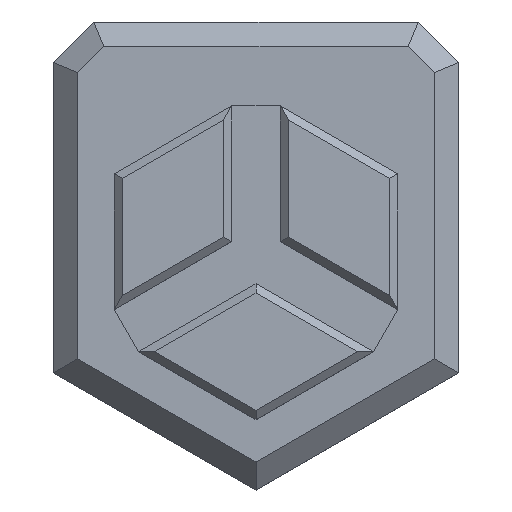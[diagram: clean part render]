
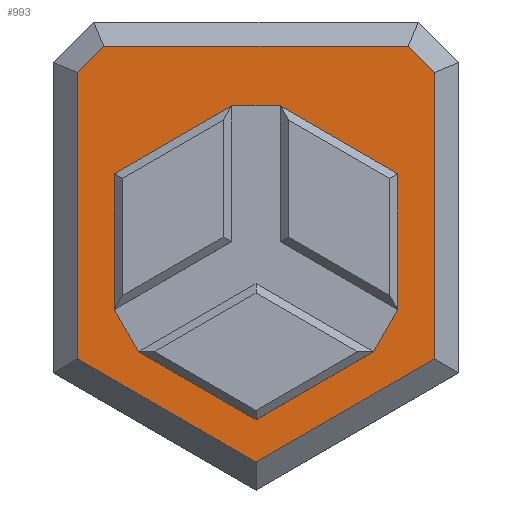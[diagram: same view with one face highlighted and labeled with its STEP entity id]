
A CAD part, top view. The second image highlights one B-rep face of the part: STEP entity #993.
In plain terms, the highlighted planar face has unit normal (0, 0, 1).
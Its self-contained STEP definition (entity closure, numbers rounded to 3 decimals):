
#79=ORIENTED_EDGE('',*,*,#336,.T.);
#80=ORIENTED_EDGE('',*,*,#337,.T.);
#81=ORIENTED_EDGE('',*,*,#338,.T.);
#82=ORIENTED_EDGE('',*,*,#339,.T.);
#83=ORIENTED_EDGE('',*,*,#340,.T.);
#84=ORIENTED_EDGE('',*,*,#341,.T.);
#85=ORIENTED_EDGE('',*,*,#342,.T.);
#86=ORIENTED_EDGE('',*,*,#343,.T.);
#87=ORIENTED_EDGE('',*,*,#344,.T.);
#88=ORIENTED_EDGE('',*,*,#345,.T.);
#89=ORIENTED_EDGE('',*,*,#346,.T.);
#90=ORIENTED_EDGE('',*,*,#347,.T.);
#91=ORIENTED_EDGE('',*,*,#348,.F.);
#92=ORIENTED_EDGE('',*,*,#349,.F.);
#93=ORIENTED_EDGE('',*,*,#350,.F.);
#94=ORIENTED_EDGE('',*,*,#351,.F.);
#336=EDGE_CURVE('',#466,#467,#557,.T.);
#337=EDGE_CURVE('',#467,#468,#558,.T.);
#338=EDGE_CURVE('',#468,#469,#559,.T.);
#339=EDGE_CURVE('',#469,#470,#560,.T.);
#340=EDGE_CURVE('',#470,#471,#561,.T.);
#341=EDGE_CURVE('',#471,#472,#562,.T.);
#342=EDGE_CURVE('',#472,#466,#563,.T.);
#343=EDGE_CURVE('',#473,#474,#564,.T.);
#344=EDGE_CURVE('',#474,#475,#565,.T.);
#345=EDGE_CURVE('',#475,#476,#566,.T.);
#346=EDGE_CURVE('',#476,#477,#567,.T.);
#347=EDGE_CURVE('',#477,#478,#568,.T.);
#348=EDGE_CURVE('',#479,#478,#569,.T.);
#349=EDGE_CURVE('',#480,#479,#570,.T.);
#350=EDGE_CURVE('',#481,#480,#571,.T.);
#351=EDGE_CURVE('',#473,#481,#572,.T.);
#466=VERTEX_POINT('',#1474);
#467=VERTEX_POINT('',#1475);
#468=VERTEX_POINT('',#1477);
#469=VERTEX_POINT('',#1479);
#470=VERTEX_POINT('',#1481);
#471=VERTEX_POINT('',#1483);
#472=VERTEX_POINT('',#1485);
#473=VERTEX_POINT('',#1488);
#474=VERTEX_POINT('',#1489);
#475=VERTEX_POINT('',#1491);
#476=VERTEX_POINT('',#1493);
#477=VERTEX_POINT('',#1495);
#478=VERTEX_POINT('',#1497);
#479=VERTEX_POINT('',#1499);
#480=VERTEX_POINT('',#1501);
#481=VERTEX_POINT('',#1503);
#557=LINE('',#1473,#696);
#558=LINE('',#1476,#697);
#559=LINE('',#1478,#698);
#560=LINE('',#1480,#699);
#561=LINE('',#1482,#700);
#562=LINE('',#1484,#701);
#563=LINE('',#1486,#702);
#564=LINE('',#1487,#703);
#565=LINE('',#1490,#704);
#566=LINE('',#1492,#705);
#567=LINE('',#1494,#706);
#568=LINE('',#1496,#707);
#569=LINE('',#1498,#708);
#570=LINE('',#1500,#709);
#571=LINE('',#1502,#710);
#572=LINE('',#1504,#711);
#696=VECTOR('',#1190,1000.);
#697=VECTOR('',#1191,1000.);
#698=VECTOR('',#1192,1000.);
#699=VECTOR('',#1193,1000.);
#700=VECTOR('',#1194,1000.);
#701=VECTOR('',#1195,1000.);
#702=VECTOR('',#1196,1000.);
#703=VECTOR('',#1197,1000.);
#704=VECTOR('',#1198,1000.);
#705=VECTOR('',#1199,1000.);
#706=VECTOR('',#1200,1000.);
#707=VECTOR('',#1201,1000.);
#708=VECTOR('',#1202,1000.);
#709=VECTOR('',#1203,1000.);
#710=VECTOR('',#1204,1000.);
#711=VECTOR('',#1205,1000.);
#807=EDGE_LOOP('',(#79,#80,#81,#82,#83,#84,#85));
#808=EDGE_LOOP('',(#86,#87,#88,#89,#90,#91,#92,#93,#94));
#870=FACE_BOUND('',#807,.T.);
#871=FACE_BOUND('',#808,.T.);
#932=PLANE('',#1069);
#993=ADVANCED_FACE('',(#870,#871),#932,.F.);
#1069=AXIS2_PLACEMENT_3D('',#1472,#1188,#1189);
#1188=DIRECTION('',(0.,0.,-1.));
#1189=DIRECTION('',(1.,0.,0.));
#1190=DIRECTION('',(-1.,0.,0.));
#1191=DIRECTION('',(-0.707,-0.707,0.));
#1192=DIRECTION('',(0.,-1.,0.));
#1193=DIRECTION('',(0.866,-0.5,0.));
#1194=DIRECTION('',(0.866,0.5,0.));
#1195=DIRECTION('',(0.,1.,0.));
#1196=DIRECTION('',(-0.707,0.707,0.));
#1197=DIRECTION('',(-0.866,0.5,0.));
#1198=DIRECTION('',(-0.5,0.866,0.));
#1199=DIRECTION('',(0.,1.,0.));
#1200=DIRECTION('',(0.866,0.5,0.));
#1201=DIRECTION('',(1.,0.,0.));
#1202=DIRECTION('',(-0.866,0.5,0.));
#1203=DIRECTION('',(0.,1.,0.));
#1204=DIRECTION('',(0.5,0.866,0.));
#1205=DIRECTION('',(0.866,0.5,0.));
#1472=CARTESIAN_POINT('',(0.,2.662,1.8));
#1473=CARTESIAN_POINT('',(-4.,4.179,1.8));
#1474=CARTESIAN_POINT('',(3.751,4.179,1.8));
#1475=CARTESIAN_POINT('',(-3.752,4.179,1.8));
#1476=CARTESIAN_POINT('',(-3.976,3.954,1.8));
#1477=CARTESIAN_POINT('',(-4.4,3.53,1.8));
#1478=CARTESIAN_POINT('',(-4.4,-3.877,1.8));
#1479=CARTESIAN_POINT('',(-4.4,-3.53,1.8));
#1480=CARTESIAN_POINT('',(0.3,-6.244,1.8));
#1481=CARTESIAN_POINT('',(0.,-6.071,1.8));
#1482=CARTESIAN_POINT('',(4.7,-3.357,1.8));
#1483=CARTESIAN_POINT('',(4.4,-3.53,1.8));
#1484=CARTESIAN_POINT('',(4.4,1.897,1.8));
#1485=CARTESIAN_POINT('',(4.4,3.53,1.8));
#1486=CARTESIAN_POINT('',(3.576,4.354,1.8));
#1487=CARTESIAN_POINT('',(-3.332,-3.108,1.8));
#1488=CARTESIAN_POINT('',(0.,-5.031,1.8));
#1489=CARTESIAN_POINT('',(-2.9,-3.357,1.8));
#1490=CARTESIAN_POINT('',(-3.2,-2.838,1.8));
#1491=CARTESIAN_POINT('',(-3.5,-2.318,1.8));
#1492=CARTESIAN_POINT('',(-3.5,2.662,1.8));
#1493=CARTESIAN_POINT('',(-3.5,1.031,1.8));
#1494=CARTESIAN_POINT('',(-0.168,2.954,1.8));
#1495=CARTESIAN_POINT('',(-0.6,2.705,1.8));
#1496=CARTESIAN_POINT('',(0.,2.705,1.8));
#1497=CARTESIAN_POINT('',(0.6,2.705,1.8));
#1498=CARTESIAN_POINT('',(2.,1.897,1.8));
#1499=CARTESIAN_POINT('',(3.5,1.031,1.8));
#1500=CARTESIAN_POINT('',(3.5,-0.701,1.8));
#1501=CARTESIAN_POINT('',(3.5,-2.318,1.8));
#1502=CARTESIAN_POINT('',(3.2,-2.838,1.8));
#1503=CARTESIAN_POINT('',(2.9,-3.357,1.8));
#1504=CARTESIAN_POINT('',(1.5,-4.165,1.8));
